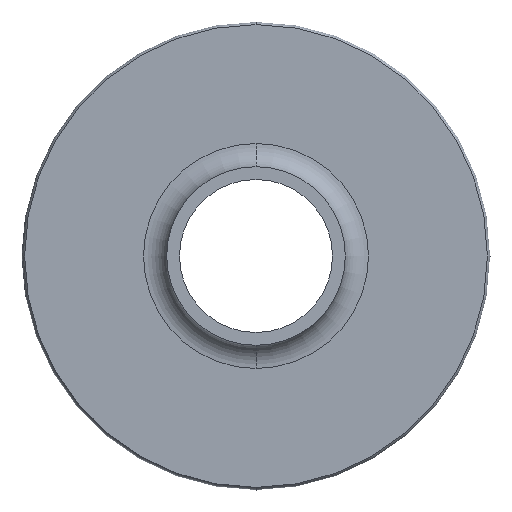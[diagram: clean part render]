
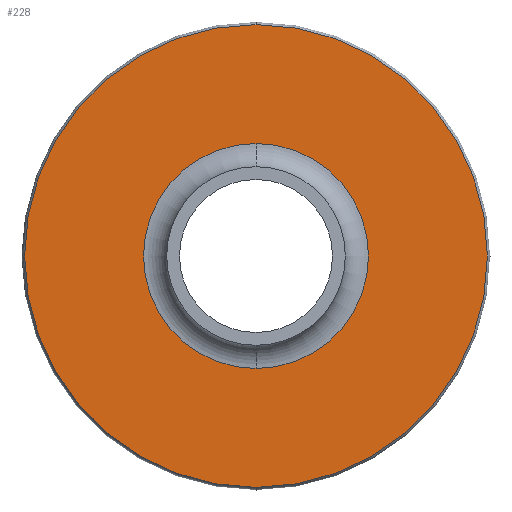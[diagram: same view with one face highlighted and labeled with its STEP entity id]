
A CAD part, front view. The second image highlights one B-rep face of the part: STEP entity #228.
In plain terms, the highlighted planar face has unit normal (0, -1, 0).
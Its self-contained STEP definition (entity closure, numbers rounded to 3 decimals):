
#2 = AXIS2_PLACEMENT_3D ( 'NONE', #252, #409, #99 ) ;
#40 = CARTESIAN_POINT ( 'NONE',  ( 0., -1.25, -8.75 ) ) ;
#55 = CIRCLE ( 'NONE', #329, 18. ) ;
#63 = AXIS2_PLACEMENT_3D ( 'NONE', #156, #200, #193 ) ;
#73 = VERTEX_POINT ( 'NONE', #81 ) ;
#75 = CIRCLE ( 'NONE', #63, 8.75 ) ;
#77 = ORIENTED_EDGE ( 'NONE', *, *, #258, .T. ) ;
#81 = CARTESIAN_POINT ( 'NONE',  ( 0., -1.25, 18. ) ) ;
#82 = CARTESIAN_POINT ( 'NONE',  ( 0., -1.25, 18. ) ) ;
#91 = DIRECTION ( 'NONE',  ( 0., 0., -1. ) ) ;
#99 = DIRECTION ( 'NONE',  ( 0., 0., -1. ) ) ;
#102 = EDGE_LOOP ( 'NONE', ( #360, #157 ) ) ;
#104 = FACE_BOUND ( 'NONE', #102, .T. ) ;
#124 = VERTEX_POINT ( 'NONE', #40 ) ;
#133 = DIRECTION ( 'NONE',  ( 0., 0., -1. ) ) ;
#137 = DIRECTION ( 'NONE',  ( 0., -1., 0. ) ) ;
#152 = VERTEX_POINT ( 'NONE', #286 ) ;
#156 = CARTESIAN_POINT ( 'NONE',  ( 0., -1.25, 0. ) ) ;
#157 = ORIENTED_EDGE ( 'NONE', *, *, #237, .F. ) ;
#162 = DIRECTION ( 'NONE',  ( 0., 1., 0. ) ) ;
#165 = EDGE_CURVE ( 'NONE', #124, #152, #75, .T. ) ;
#171 = DIRECTION ( 'NONE',  ( 0., 0., 1. ) ) ;
#192 = EDGE_LOOP ( 'NONE', ( #77, #284 ) ) ;
#193 = DIRECTION ( 'NONE',  ( 0., 0., -1. ) ) ;
#200 = DIRECTION ( 'NONE',  ( 0., -1., 0. ) ) ;
#201 = CARTESIAN_POINT ( 'NONE',  ( 0., -1.25, 0. ) ) ;
#224 = CIRCLE ( 'NONE', #316, 18. ) ;
#228 = ADVANCED_FACE ( 'NONE', ( #104, #298 ), #294, .F. ) ;
#237 = EDGE_CURVE ( 'NONE', #152, #124, #307, .T. ) ;
#252 = CARTESIAN_POINT ( 'NONE',  ( 0., -1.25, 0. ) ) ;
#256 = VERTEX_POINT ( 'NONE', #304 ) ;
#258 = EDGE_CURVE ( 'NONE', #256, #73, #224, .T. ) ;
#284 = ORIENTED_EDGE ( 'NONE', *, *, #325, .T. ) ;
#286 = CARTESIAN_POINT ( 'NONE',  ( 0., -1.25, 8.75 ) ) ;
#294 = PLANE ( 'NONE',  #386 ) ;
#298 = FACE_OUTER_BOUND ( 'NONE', #192, .T. ) ;
#304 = CARTESIAN_POINT ( 'NONE',  ( 0., -1.25, -18. ) ) ;
#305 = CARTESIAN_POINT ( 'NONE',  ( 0., -1.25, 0. ) ) ;
#307 = CIRCLE ( 'NONE', #2, 8.75 ) ;
#316 = AXIS2_PLACEMENT_3D ( 'NONE', #201, #137, #133 ) ;
#325 = EDGE_CURVE ( 'NONE', #73, #256, #55, .T. ) ;
#329 = AXIS2_PLACEMENT_3D ( 'NONE', #305, #388, #91 ) ;
#360 = ORIENTED_EDGE ( 'NONE', *, *, #165, .F. ) ;
#386 = AXIS2_PLACEMENT_3D ( 'NONE', #82, #162, #171 ) ;
#388 = DIRECTION ( 'NONE',  ( 0., -1., 0. ) ) ;
#409 = DIRECTION ( 'NONE',  ( 0., -1., 0. ) ) ;
